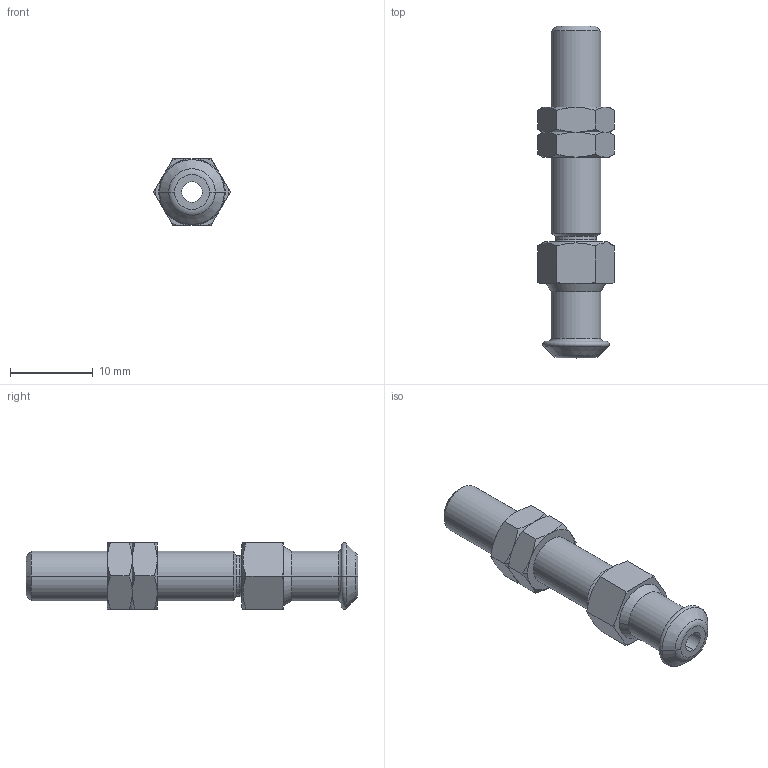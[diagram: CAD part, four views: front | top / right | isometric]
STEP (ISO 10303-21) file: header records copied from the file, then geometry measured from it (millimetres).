
FILE_DESCRIPTION (( 'STEP AP214' ), '1' );
FILE_NAME ('ZPT3-A6.STEP', '2018-05-24T04:52:24', ( 'SONIC' ), ( 'UNITCOM PC' ), 'SwSTEP 2.0', 'SolidWorks 2015', '' );
FILE_SCHEMA (( 'AUTOMOTIVE_DESIGN' ));
Length unit declared in the file: millimetre
Products named in the file (3): ZPT3-A6_Nut; ZPT3-A6
Assembly tree (3 placements, depth 2):
  ZPT3-A6
    ZPT3-A6
    ZPT3-A6_Nut  x2
Bounding box: 9.24 x 40 x 8.01 mm (x, y, z)
Volume: 1243.2 mm3; surface area: 1604.8 mm2
Topology: 3 solids, 3 shells, 91 faces, 202 edges, 120 vertices
Faces by surface type: cone 44, plane 27, cylinder 12, torus 8
Entity records: 2076 total; most frequent: CARTESIAN_POINT 501, DIRECTION 318, ORIENTED_EDGE 300, EDGE_CURVE 150, AXIS2_PLACEMENT_3D 139, VERTEX_POINT 90, EDGE_LOOP 74, FACE_OUTER_BOUND 67
